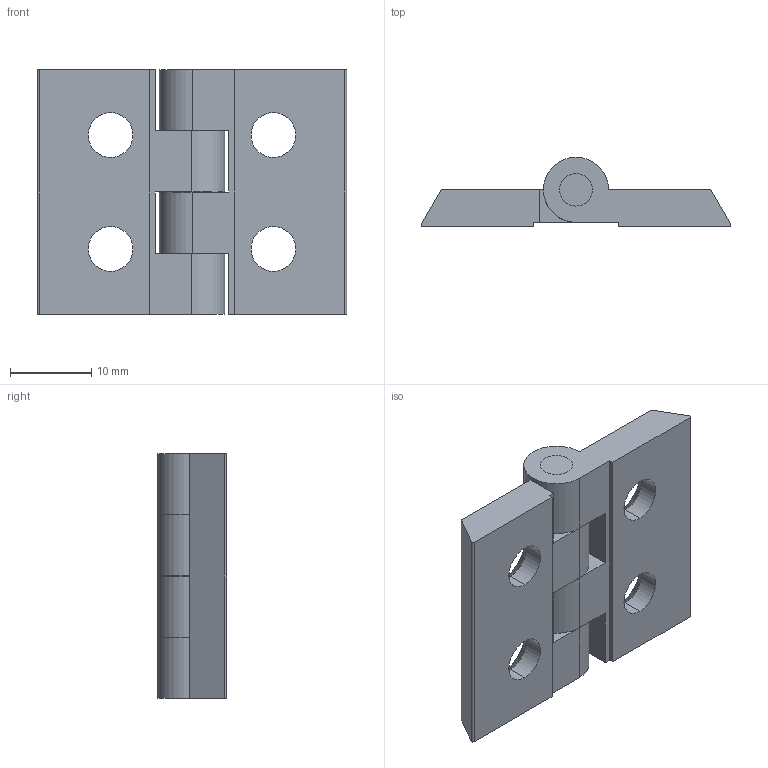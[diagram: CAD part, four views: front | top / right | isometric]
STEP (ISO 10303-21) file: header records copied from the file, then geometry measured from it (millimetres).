
FILE_DESCRIPTION (( 'STEP AP214' ), '1' );
FILE_NAME ('2020铝合金合页.STEP', '2019-07-26T00:43:37', ( '微软用户' ), ( '微软中国' ), 'SwSTEP 2.0', 'SolidWorks 2015', '' );
FILE_SCHEMA (( 'AUTOMOTIVE_DESIGN' ));
Length unit declared in the file: millimetre
Products named in the file (4): 粣; 2020; 2020臏磁踢磁珜
Assembly tree (3 placements, depth 2):
  2020臏磁踢磁珜
    2020
    2020
    粣
Bounding box: 38 x 8.5 x 30 mm (x, y, z)
Volume: 4650.9 mm3; surface area: 4194.7 mm2
Topology: 3 solids, 3 shells, 212 faces, 583 edges, 386 vertices
Faces by surface type: plane 152, bspline 30, cylinder 22, cone 8
Entity records: 7719 total; most frequent: CARTESIAN_POINT 2341, ORIENTED_EDGE 1166, DIRECTION 931, EDGE_CURVE 583, VECTOR 451, LINE 451, VERTEX_POINT 386, AXIS2_PLACEMENT_3D 240
